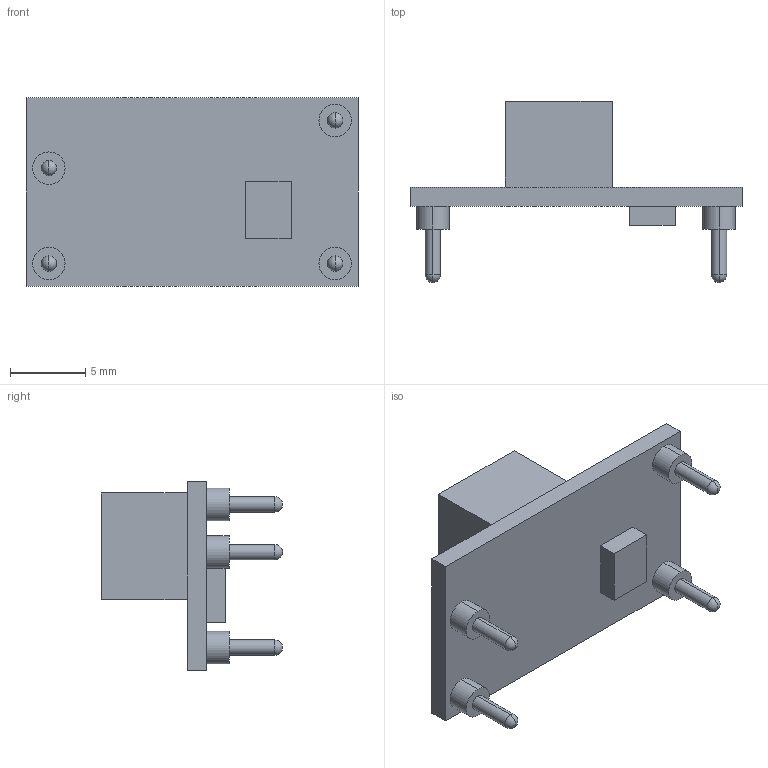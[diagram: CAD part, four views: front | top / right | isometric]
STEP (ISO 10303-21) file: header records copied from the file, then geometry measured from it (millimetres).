
FILE_DESCRIPTION (( 'STEP AP214' ), '1' );
FILE_NAME ('EUU4.STEP', '2020-08-26T19:18:15', ( '' ), ( '' ), 'SwSTEP 2.0', 'SolidWorks 2017', '' );
FILE_SCHEMA (( 'AUTOMOTIVE_DESIGN' ));
Length unit declared in the file: inch
Products named in the file (1): EUU4
Bounding box: 22.1 x 12.06 x 12.57 mm (x, y, z)
Volume: 688.8 mm3; surface area: 1175.8 mm2
Topology: 8 solids, 8 shells, 93 faces, 204 edges, 132 vertices
Faces by surface type: plane 45, cylinder 40, sphere 8
Entity records: 3072 total; most frequent: DIRECTION 464, CARTESIAN_POINT 406, ORIENTED_EDGE 376, EDGE_CURVE 188, AXIS2_PLACEMENT_3D 182, VERTEX_POINT 124, EDGE_LOOP 114, VECTOR 100
